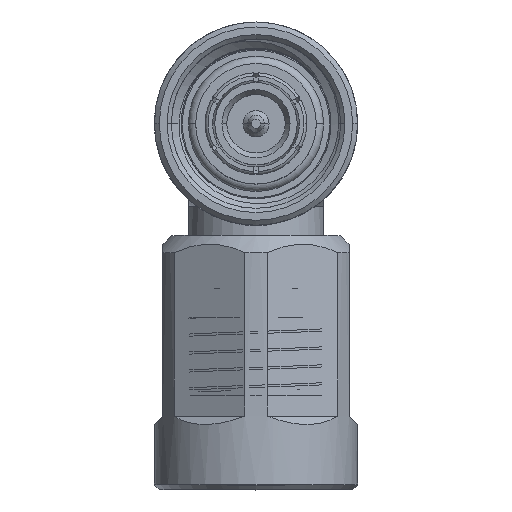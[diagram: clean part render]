
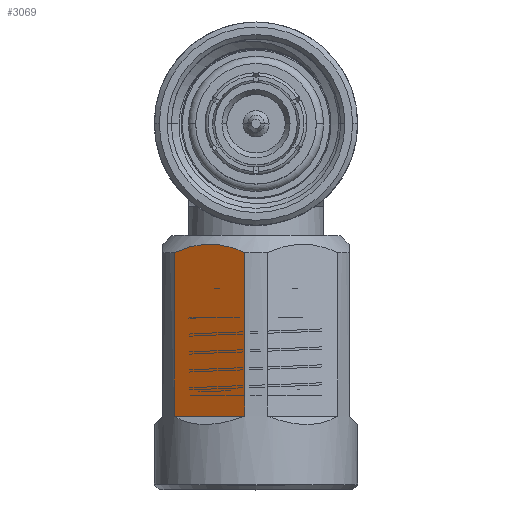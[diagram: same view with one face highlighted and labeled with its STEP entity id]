
A CAD part, top view. The second image highlights one B-rep face of the part: STEP entity #3069.
In plain terms, the highlighted face is planar.
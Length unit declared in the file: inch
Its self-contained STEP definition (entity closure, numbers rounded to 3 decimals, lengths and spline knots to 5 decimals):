
#2 = VECTOR ( 'NONE', #11760, 39.37008 ) ;
#300 = VERTEX_POINT ( 'NONE', #627 ) ;
#510 = AXIS2_PLACEMENT_3D ( 'NONE', #5968, #12101, #4683 ) ;
#549 = CARTESIAN_POINT ( 'NONE',  ( -0.18745, -0.23473, 0.02651 ) ) ;
#627 = CARTESIAN_POINT ( 'NONE',  ( -0.66348, -0.23473, 0.02651 ) ) ;
#915 = FACE_OUTER_BOUND ( 'NONE', #7104, .T. ) ;
#926 = EDGE_CURVE ( 'NONE', #5930, #300, #15931, .T. ) ;
#1033 = PLANE ( 'NONE',  #510 ) ;
#1744 = VECTOR ( 'NONE', #13555, 39.37008 ) ;
#2009 = B_SPLINE_CURVE_WITH_KNOTS ( 'NONE', 3,
 ( #10502, #12981, #11792, #4489, #5667, #6802, #5619, #3253, #8178, #14325, #14225, #9305 ),
 .UNSPECIFIED., .F., .F.,
 ( 4, 2, 2, 2, 2, 4 ),
 ( 0., 0.00123, 0.00184, 0.00245, 0.00367, 0.0049 ),
 .UNSPECIFIED. ) ;
#2598 = ORIENTED_EDGE ( 'NONE', *, *, #10063, .T. ) ;
#2680 = LINE ( 'NONE', #3170, #2 ) ;
#2997 = EDGE_CURVE ( 'NONE', #10203, #5930, #2009, .T. ) ;
#3069 = ADVANCED_FACE ( 'NONE', ( #915 ), #1033, .T. ) ;
#3170 = CARTESIAN_POINT ( 'NONE',  ( -0.66348, -0.23473, 0.02651 ) ) ;
#3253 = CARTESIAN_POINT ( 'NONE',  ( -0.26386, -0.19566, 0.09417 ) ) ;
#4489 = CARTESIAN_POINT ( 'NONE',  ( -0.26746, -0.16735, 0.14321 ) ) ;
#4683 = DIRECTION ( 'NONE',  ( 0., -0.5, -0.866 ) ) ;
#5373 = ORIENTED_EDGE ( 'NONE', *, *, #2997, .F. ) ;
#5619 = CARTESIAN_POINT ( 'NONE',  ( -0.26387, -0.18343, 0.11535 ) ) ;
#5667 = CARTESIAN_POINT ( 'NONE',  ( -0.26613, -0.17132, 0.13634 ) ) ;
#5930 = VERTEX_POINT ( 'NONE', #12399 ) ;
#5968 = CARTESIAN_POINT ( 'NONE',  ( -0.69348, -0.12502, 0.21654 ) ) ;
#6118 = VECTOR ( 'NONE', #7731, 39.37008 ) ;
#6802 = CARTESIAN_POINT ( 'NONE',  ( -0.26434, -0.17935, 0.12243 ) ) ;
#7104 = EDGE_LOOP ( 'NONE', ( #10019, #2598, #14121, #5373 ) ) ;
#7234 = CARTESIAN_POINT ( 'NONE',  ( -0.28355, -0.14032, 0.19003 ) ) ;
#7731 = DIRECTION ( 'NONE',  ( -1., 0., 0. ) ) ;
#8178 = CARTESIAN_POINT ( 'NONE',  ( -0.26572, -0.20366, 0.08032 ) ) ;
#9305 = CARTESIAN_POINT ( 'NONE',  ( -0.28355, -0.23473, 0.02651 ) ) ;
#9780 = EDGE_CURVE ( 'NONE', #14871, #10203, #15751, .T. ) ;
#10019 = ORIENTED_EDGE ( 'NONE', *, *, #9780, .F. ) ;
#10063 = EDGE_CURVE ( 'NONE', #14871, #300, #2680, .T. ) ;
#10203 = VERTEX_POINT ( 'NONE', #7234 ) ;
#10502 = CARTESIAN_POINT ( 'NONE',  ( -0.28355, -0.14032, 0.19003 ) ) ;
#11760 = DIRECTION ( 'NONE',  ( 0., -0.5, -0.866 ) ) ;
#11792 = CARTESIAN_POINT ( 'NONE',  ( -0.27258, -0.15557, 0.16361 ) ) ;
#12101 = DIRECTION ( 'NONE',  ( 0., -0.866, 0.5 ) ) ;
#12399 = CARTESIAN_POINT ( 'NONE',  ( -0.28355, -0.23473, 0.02651 ) ) ;
#12474 = CARTESIAN_POINT ( 'NONE',  ( -0.66348, -0.14032, 0.19003 ) ) ;
#12981 = CARTESIAN_POINT ( 'NONE',  ( -0.27751, -0.14788, 0.17693 ) ) ;
#13555 = DIRECTION ( 'NONE',  ( 1., 0., 0. ) ) ;
#13666 = CARTESIAN_POINT ( 'NONE',  ( -0.18745, -0.14032, 0.19003 ) ) ;
#14121 = ORIENTED_EDGE ( 'NONE', *, *, #926, .F. ) ;
#14225 = CARTESIAN_POINT ( 'NONE',  ( -0.2775, -0.22716, 0.03962 ) ) ;
#14325 = CARTESIAN_POINT ( 'NONE',  ( -0.27253, -0.21939, 0.05308 ) ) ;
#14871 = VERTEX_POINT ( 'NONE', #12474 ) ;
#15751 = LINE ( 'NONE', #13666, #1744 ) ;
#15931 = LINE ( 'NONE', #549, #6118 ) ;
